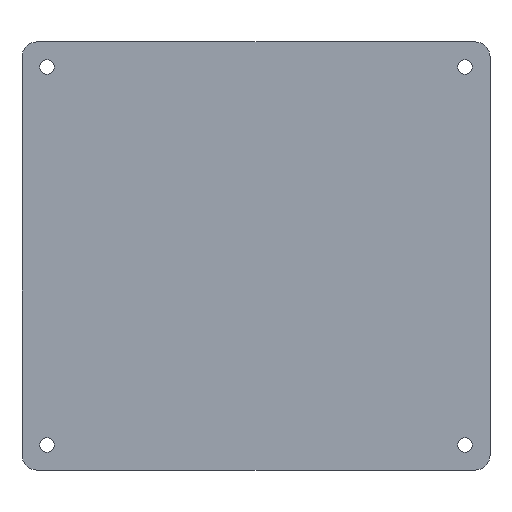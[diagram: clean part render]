
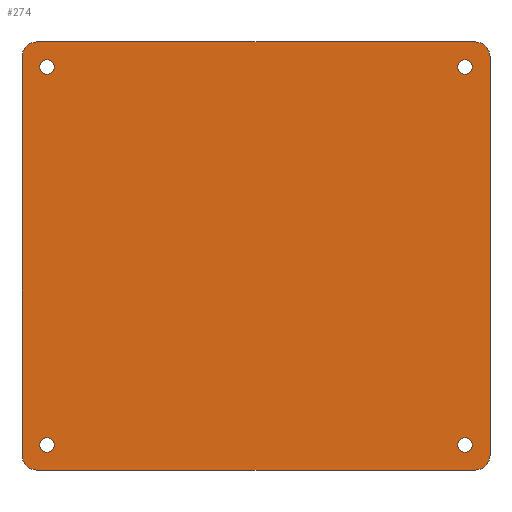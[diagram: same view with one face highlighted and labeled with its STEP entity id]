
A CAD part, top view. The second image highlights one B-rep face of the part: STEP entity #274.
In plain terms, the highlighted planar face has unit normal (0, 0, 1).
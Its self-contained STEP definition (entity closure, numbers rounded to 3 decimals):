
#19=FACE_BOUND('',#61,.T.);
#20=FACE_BOUND('',#62,.T.);
#21=FACE_BOUND('',#63,.T.);
#22=FACE_BOUND('',#64,.T.);
#28=PLANE('',#306);
#42=FACE_OUTER_BOUND('',#60,.T.);
#60=EDGE_LOOP('',(#241,#242,#243,#244,#245,#246,#247,#248));
#61=EDGE_LOOP('',(#249));
#62=EDGE_LOOP('',(#250));
#63=EDGE_LOOP('',(#251));
#64=EDGE_LOOP('',(#252));
#69=LINE('',#404,#89);
#75=LINE('',#433,#95);
#83=LINE('',#460,#103);
#84=LINE('',#462,#104);
#89=VECTOR('',#321,10.);
#95=VECTOR('',#349,10.);
#103=VECTOR('',#383,10.);
#104=VECTOR('',#386,10.);
#105=CIRCLE('',#278,3.);
#114=CIRCLE('',#290,3.);
#115=CIRCLE('',#293,3.);
#116=CIRCLE('',#295,3.);
#117=CIRCLE('',#297,1.45);
#118=CIRCLE('',#299,1.45);
#119=CIRCLE('',#301,1.45);
#120=CIRCLE('',#303,1.45);
#121=VERTEX_POINT('',#391);
#122=VERTEX_POINT('',#392);
#126=VERTEX_POINT('',#402);
#136=VERTEX_POINT('',#426);
#137=VERTEX_POINT('',#427);
#138=VERTEX_POINT('',#432);
#139=VERTEX_POINT('',#436);
#140=VERTEX_POINT('',#440);
#141=VERTEX_POINT('',#444);
#142=VERTEX_POINT('',#448);
#143=VERTEX_POINT('',#452);
#144=VERTEX_POINT('',#456);
#145=EDGE_CURVE('',#121,#122,#105,.T.);
#151=EDGE_CURVE('',#121,#126,#69,.F.);
#162=EDGE_CURVE('',#136,#137,#114,.T.);
#165=EDGE_CURVE('',#138,#137,#75,.F.);
#167=EDGE_CURVE('',#138,#139,#115,.T.);
#169=EDGE_CURVE('',#140,#126,#116,.T.);
#172=EDGE_CURVE('',#141,#141,#117,.T.);
#174=EDGE_CURVE('',#142,#142,#118,.T.);
#176=EDGE_CURVE('',#143,#143,#119,.T.);
#178=EDGE_CURVE('',#144,#144,#120,.T.);
#179=EDGE_CURVE('',#140,#139,#83,.F.);
#180=EDGE_CURVE('',#136,#122,#84,.F.);
#241=ORIENTED_EDGE('',*,*,#145,.F.);
#242=ORIENTED_EDGE('',*,*,#151,.T.);
#243=ORIENTED_EDGE('',*,*,#169,.F.);
#244=ORIENTED_EDGE('',*,*,#179,.T.);
#245=ORIENTED_EDGE('',*,*,#167,.F.);
#246=ORIENTED_EDGE('',*,*,#165,.T.);
#247=ORIENTED_EDGE('',*,*,#162,.F.);
#248=ORIENTED_EDGE('',*,*,#180,.T.);
#249=ORIENTED_EDGE('',*,*,#172,.T.);
#250=ORIENTED_EDGE('',*,*,#174,.T.);
#251=ORIENTED_EDGE('',*,*,#176,.T.);
#252=ORIENTED_EDGE('',*,*,#178,.T.);
#274=ADVANCED_FACE('',(#42,#19,#20,#21,#22),#28,.T.);
#278=AXIS2_PLACEMENT_3D('',#393,#311,#312);
#290=AXIS2_PLACEMENT_3D('',#428,#343,#344);
#293=AXIS2_PLACEMENT_3D('',#437,#353,#354);
#295=AXIS2_PLACEMENT_3D('',#441,#358,#359);
#297=AXIS2_PLACEMENT_3D('',#446,#364,#365);
#299=AXIS2_PLACEMENT_3D('',#450,#369,#370);
#301=AXIS2_PLACEMENT_3D('',#454,#374,#375);
#303=AXIS2_PLACEMENT_3D('',#458,#379,#380);
#306=AXIS2_PLACEMENT_3D('',#463,#387,#388);
#311=DIRECTION('center_axis',(0.,0.,-1.));
#312=DIRECTION('ref_axis',(-0.707,-0.707,0.));
#321=DIRECTION('',(-1.,0.,0.));
#343=DIRECTION('center_axis',(0.,0.,-1.));
#344=DIRECTION('ref_axis',(-0.707,0.707,0.));
#349=DIRECTION('',(1.,0.,0.));
#353=DIRECTION('center_axis',(0.,0.,-1.));
#354=DIRECTION('ref_axis',(0.707,0.707,0.));
#358=DIRECTION('center_axis',(0.,0.,-1.));
#359=DIRECTION('ref_axis',(0.707,-0.707,0.));
#364=DIRECTION('center_axis',(0.,0.,-1.));
#365=DIRECTION('ref_axis',(1.,0.,0.));
#369=DIRECTION('center_axis',(0.,0.,-1.));
#370=DIRECTION('ref_axis',(1.,0.,0.));
#374=DIRECTION('center_axis',(0.,0.,-1.));
#375=DIRECTION('ref_axis',(1.,0.,0.));
#379=DIRECTION('center_axis',(0.,0.,-1.));
#380=DIRECTION('ref_axis',(1.,0.,0.));
#383=DIRECTION('',(0.,-1.,0.));
#386=DIRECTION('',(0.,1.,0.));
#387=DIRECTION('center_axis',(0.,0.,1.));
#388=DIRECTION('ref_axis',(1.,0.,0.));
#391=CARTESIAN_POINT('',(-7.,-10.,3.));
#392=CARTESIAN_POINT('',(-10.,-7.,3.));
#393=CARTESIAN_POINT('Origin',(-7.,-7.,3.));
#402=CARTESIAN_POINT('',(80.8,-10.,3.));
#404=CARTESIAN_POINT('',(18.45,-10.,3.));
#426=CARTESIAN_POINT('',(-10.,72.8,3.));
#427=CARTESIAN_POINT('',(-7.,75.8,3.));
#428=CARTESIAN_POINT('Origin',(-7.,72.8,3.));
#432=CARTESIAN_POINT('',(80.8,75.8,3.));
#433=CARTESIAN_POINT('',(55.35,75.8,3.));
#436=CARTESIAN_POINT('',(83.8,72.8,3.));
#437=CARTESIAN_POINT('Origin',(80.8,72.8,3.));
#440=CARTESIAN_POINT('',(83.8,-7.,3.));
#441=CARTESIAN_POINT('Origin',(80.8,-7.,3.));
#444=CARTESIAN_POINT('',(77.35,70.8,3.));
#446=CARTESIAN_POINT('Origin',(78.8,70.8,3.));
#448=CARTESIAN_POINT('',(77.35,-5.,3.));
#450=CARTESIAN_POINT('Origin',(78.8,-5.,3.));
#452=CARTESIAN_POINT('',(-6.45,70.8,3.));
#454=CARTESIAN_POINT('Origin',(-5.,70.8,3.));
#456=CARTESIAN_POINT('',(-6.45,-5.,3.));
#458=CARTESIAN_POINT('Origin',(-5.,-5.,3.));
#460=CARTESIAN_POINT('',(83.8,16.45,3.));
#462=CARTESIAN_POINT('',(-10.,49.35,3.));
#463=CARTESIAN_POINT('Origin',(36.9,32.9,3.));
